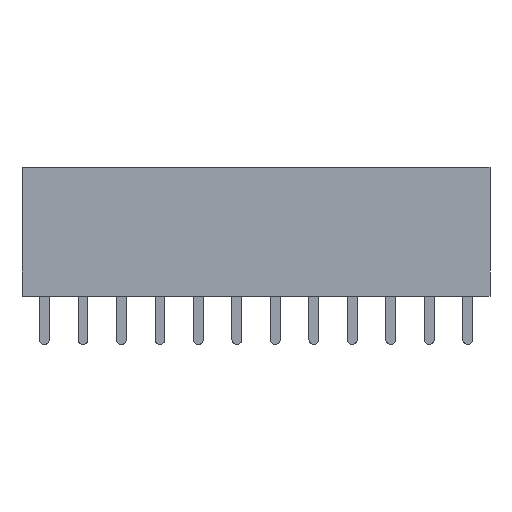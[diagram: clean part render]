
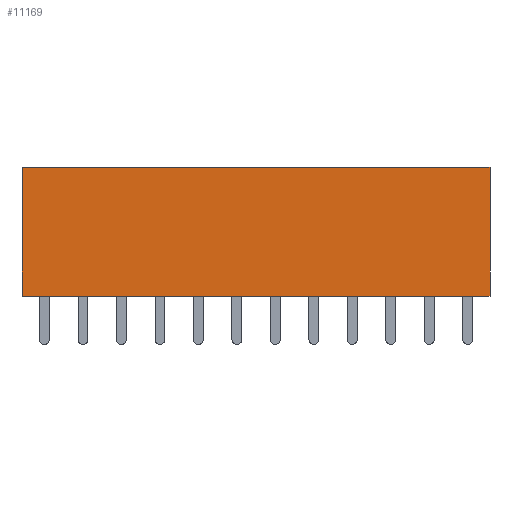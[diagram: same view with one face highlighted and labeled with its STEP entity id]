
A CAD part, front view. The second image highlights one B-rep face of the part: STEP entity #11169.
In plain terms, the highlighted planar face has unit normal (0, -1, 0).
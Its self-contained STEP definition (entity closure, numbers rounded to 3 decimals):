
#708=FACE_OUTER_BOUND('',#1403,.T.);
#1403=EDGE_LOOP('',(#8217,#8218,#8219,#8220));
#1839=LINE('',#14889,#3130);
#2067=LINE('',#15812,#3358);
#2510=LINE('',#16720,#3801);
#2523=LINE('',#16744,#3814);
#3130=VECTOR('',#12285,1.);
#3358=VECTOR('',#12581,1.);
#3801=VECTOR('',#13422,1.);
#3814=VECTOR('',#13437,1.);
#4421=VERTEX_POINT('',#14886);
#4422=VERTEX_POINT('',#14888);
#4735=VERTEX_POINT('',#15810);
#5000=VERTEX_POINT('',#16716);
#5431=EDGE_CURVE('',#4422,#4421,#1839,.T.);
#5747=EDGE_CURVE('',#4421,#4735,#2067,.T.);
#6190=EDGE_CURVE('',#4422,#5000,#2510,.T.);
#6203=EDGE_CURVE('',#5000,#4735,#2523,.T.);
#8217=ORIENTED_EDGE('',*,*,#5747,.T.);
#8218=ORIENTED_EDGE('',*,*,#6203,.F.);
#8219=ORIENTED_EDGE('',*,*,#6190,.F.);
#8220=ORIENTED_EDGE('',*,*,#5431,.T.);
#10321=PLANE('',#11857);
#11169=ADVANCED_FACE('',(#708),#10321,.F.);
#11857=AXIS2_PLACEMENT_3D('',#16747,#13441,#13442);
#12285=DIRECTION('',(0.,0.,-1.));
#12581=DIRECTION('',(1.,0.,0.));
#13422=DIRECTION('',(1.,0.,0.));
#13437=DIRECTION('',(0.,0.,-1.));
#13441=DIRECTION('center_axis',(0.,1.,0.));
#13442=DIRECTION('ref_axis',(0.,0.,1.));
#14886=CARTESIAN_POINT('',(-15.44,-2.5,0.));
#14888=CARTESIAN_POINT('',(-15.44,-2.5,8.5));
#14889=CARTESIAN_POINT('',(-15.44,-2.5,8.5));
#15810=CARTESIAN_POINT('',(15.44,-2.5,0.));
#15812=CARTESIAN_POINT('',(-15.44,-2.5,0.));
#16716=CARTESIAN_POINT('',(15.44,-2.5,8.5));
#16720=CARTESIAN_POINT('',(-15.44,-2.5,8.5));
#16744=CARTESIAN_POINT('',(15.44,-2.5,8.5));
#16747=CARTESIAN_POINT('Origin',(-15.44,-2.5,8.5));
